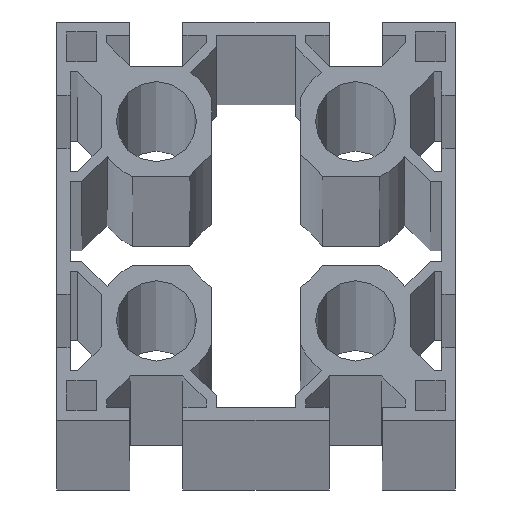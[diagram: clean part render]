
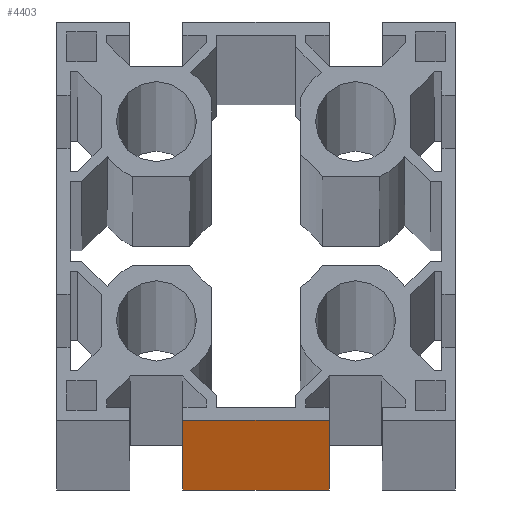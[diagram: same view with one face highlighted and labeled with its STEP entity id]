
A CAD part, top view. The second image highlights one B-rep face of the part: STEP entity #4403.
In plain terms, the highlighted planar face has unit normal (0, -1, 0).
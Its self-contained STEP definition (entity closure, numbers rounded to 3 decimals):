
#317 = CARTESIAN_POINT ( 'NONE',  ( -11., -30., -6000. ) ) ;
#318 = DIRECTION ( 'NONE',  ( 0., 0., 1. ) ) ;
#333 = CARTESIAN_POINT ( 'NONE',  ( -11., -30., -6000. ) ) ;
#334 = DIRECTION ( 'NONE',  ( 1., 0., 0. ) ) ;
#361 = CARTESIAN_POINT ( 'NONE',  ( -11., -30., 0. ) ) ;
#362 = DIRECTION ( 'NONE',  ( 1., 0., 0. ) ) ;
#1122 = EDGE_CURVE ( 'NONE', #3954, #3958, #3061, .T. ) ;
#1150 = EDGE_CURVE ( 'NONE', #3952, #3955, #3117, .T. ) ;
#1158 = EDGE_CURVE ( 'NONE', #3952, #3954, #3133, .T. ) ;
#1172 = EDGE_CURVE ( 'NONE', #3955, #3958, #4246, .T. ) ;
#1347 = ORIENTED_EDGE ( 'NONE', *, *, #1158, .T. ) ;
#1348 = ORIENTED_EDGE ( 'NONE', *, *, #1122, .T. ) ;
#1919 = ORIENTED_EDGE ( 'NONE', *, *, #1172, .F. ) ;
#1920 = ORIENTED_EDGE ( 'NONE', *, *, #1150, .F. ) ;
#1964 = EDGE_LOOP ( 'NONE', ( #1919, #1920, #1347, #1348 ) ) ;
#2782 = AXIS2_PLACEMENT_3D ( 'NONE', #4077, #4078, #4079 ) ;
#3061 = LINE ( 'NONE', #3990, #3062 ) ;
#3062 = VECTOR ( 'NONE', #3991, 1000. ) ;
#3117 = LINE ( 'NONE', #317, #3118 ) ;
#3118 = VECTOR ( 'NONE', #318, 1000. ) ;
#3133 = LINE ( 'NONE', #333, #3134 ) ;
#3134 = VECTOR ( 'NONE', #334, 1000. ) ;
#3347 = CARTESIAN_POINT ( 'NONE',  ( -11., -30., -6000. ) ) ;
#3349 = CARTESIAN_POINT ( 'NONE',  ( 11., -30., -6000. ) ) ;
#3350 = CARTESIAN_POINT ( 'NONE',  ( -11., -30., 0. ) ) ;
#3353 = CARTESIAN_POINT ( 'NONE',  ( 11., -30., 0. ) ) ;
#3952 = VERTEX_POINT ( 'NONE', #3347 ) ;
#3954 = VERTEX_POINT ( 'NONE', #3349 ) ;
#3955 = VERTEX_POINT ( 'NONE', #3350 ) ;
#3958 = VERTEX_POINT ( 'NONE', #3353 ) ;
#3990 = CARTESIAN_POINT ( 'NONE',  ( 11., -30., -6000. ) ) ;
#3991 = DIRECTION ( 'NONE',  ( 0., 0., 1. ) ) ;
#4076 = PLANE ( 'NONE',  #2782 ) ;
#4077 = CARTESIAN_POINT ( 'NONE',  ( -11., -30., -6000. ) ) ;
#4078 = DIRECTION ( 'NONE',  ( 0., -1., 0. ) ) ;
#4079 = DIRECTION ( 'NONE',  ( 0., 0., -1. ) ) ;
#4246 = LINE ( 'NONE', #361, #4247 ) ;
#4247 = VECTOR ( 'NONE', #362, 1000. ) ;
#4403 = ADVANCED_FACE ( 'NONE', ( #4960 ), #4076, .T. ) ;
#4960 = FACE_OUTER_BOUND ( 'NONE', #1964, .T. ) ;
